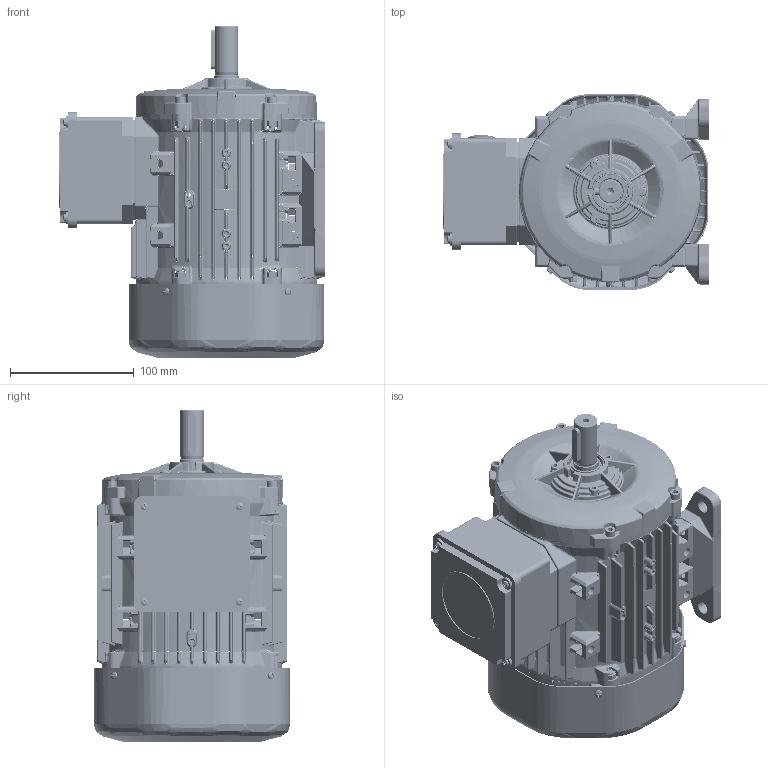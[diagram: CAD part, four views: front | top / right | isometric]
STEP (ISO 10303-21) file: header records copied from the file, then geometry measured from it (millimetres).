
FILE_DESCRIPTION(/* description */ (''),/* implementation_level */ '2;1');
FILE_NAME(/* name */ '_QH series_ 80_B3_stp.stp',/* time_stamp */ '2024-08-01T14:10:00+03:00',/* author */ (''),/* organization */ (''),/* preprocessor_version */ 'ST-DEVELOPER v18.102',/* originating_system */ 'SIEMENS PLM Software NX2206.8101',/* authorisation */ '');
FILE_SCHEMA (('AP203_CONFIGURATION_CONTROLLED_3D_DESIGN_OF_MECHANICAL_PARTS_AND_ASSEMBLIES_MIM_LF { 1 0 10303 403 2 1 2}'));
Length unit declared in the file: millimetre
Products named in the file (1): _QH series_ 80_B3_stp_objects
Bounding box: 215.5 x 158 x 268 mm (x, y, z)
Surface area: 339030.5 mm2 (no closed solid volume)
Topology: 0 solids, 1178 shells, 6002 faces, 20730 edges, 15157 vertices
Faces by surface type: cylinder 2463, plane 1266, torus 1102, bspline 510, cone 338, sphere 323
Full cylindrical faces by diameter (mm): 4.6 x3, 5 x1, 8 x1, 18 x1, 19 x1, 19.2 x1, 19.55 x1, 20 x1, 20.2 x1, 57 x1, 61 x1
Entity records: 252255 total; most frequent: CARTESIAN_POINT 84156, DIRECTION 29911, ORIENTED_EDGE 29239, EDGE_CURVE 20391, VERTEX_POINT 15091, AXIS2_PLACEMENT_3D 11541, B_SPLINE_CURVE_WITH_KNOTS 7183, LINE 6829
